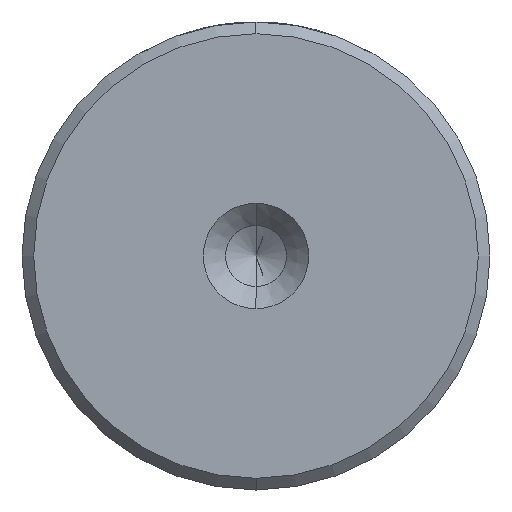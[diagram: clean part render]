
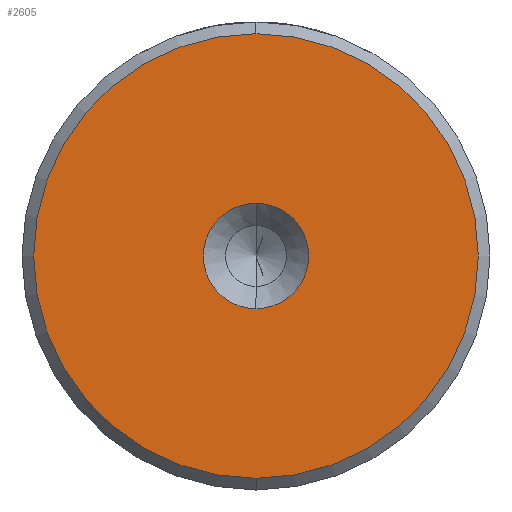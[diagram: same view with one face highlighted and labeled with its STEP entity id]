
A CAD part, left-side view. The second image highlights one B-rep face of the part: STEP entity #2605.
In plain terms, the highlighted planar face has unit normal (-1, 0, 0).
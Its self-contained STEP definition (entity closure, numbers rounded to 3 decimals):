
#62 = CARTESIAN_POINT ( 'NONE',  ( 0., 0., -2.25 ) ) ;
#156 = DIRECTION ( 'NONE',  ( 0., 0., 1. ) ) ;
#331 = CARTESIAN_POINT ( 'NONE',  ( 0., 0., 0. ) ) ;
#461 = EDGE_LOOP ( 'NONE', ( #2759, #2492 ) ) ;
#492 = VERTEX_POINT ( 'NONE', #62 ) ;
#520 = CARTESIAN_POINT ( 'NONE',  ( 0., 0., 2.25 ) ) ;
#585 = DIRECTION ( 'NONE',  ( 0., 0., 1. ) ) ;
#605 = CIRCLE ( 'NONE', #984, 9.5 ) ;
#628 = PLANE ( 'NONE',  #1874 ) ;
#666 = CARTESIAN_POINT ( 'NONE',  ( 0., 0., -9.5 ) ) ;
#669 = EDGE_CURVE ( 'NONE', #1374, #3006, #605, .T. ) ;
#763 = DIRECTION ( 'NONE',  ( -1., 0., 0. ) ) ;
#860 = ORIENTED_EDGE ( 'NONE', *, *, #2965, .F. ) ;
#883 = FACE_OUTER_BOUND ( 'NONE', #461, .T. ) ;
#902 = AXIS2_PLACEMENT_3D ( 'NONE', #331, #2095, #585 ) ;
#984 = AXIS2_PLACEMENT_3D ( 'NONE', #2276, #763, #2526 ) ;
#1212 = DIRECTION ( 'NONE',  ( -1., 0., 0. ) ) ;
#1334 = CARTESIAN_POINT ( 'NONE',  ( 0., 0., 9.5 ) ) ;
#1374 = VERTEX_POINT ( 'NONE', #666 ) ;
#1397 = EDGE_CURVE ( 'NONE', #2857, #492, #2313, .T. ) ;
#1426 = CARTESIAN_POINT ( 'NONE',  ( 0., 0., 0. ) ) ;
#1639 = DIRECTION ( 'NONE',  ( -1., 0., 0. ) ) ;
#1672 = DIRECTION ( 'NONE',  ( 0., 0., 1. ) ) ;
#1724 = ORIENTED_EDGE ( 'NONE', *, *, #1397, .F. ) ;
#1874 = AXIS2_PLACEMENT_3D ( 'NONE', #3163, #1639, #156 ) ;
#2095 = DIRECTION ( 'NONE',  ( -1., 0., 0. ) ) ;
#2149 = AXIS2_PLACEMENT_3D ( 'NONE', #1426, #3194, #1672 ) ;
#2236 = FACE_BOUND ( 'NONE', #3074, .T. ) ;
#2276 = CARTESIAN_POINT ( 'NONE',  ( 0., 0., 0. ) ) ;
#2293 = CIRCLE ( 'NONE', #2766, 9.5 ) ;
#2313 = CIRCLE ( 'NONE', #2149, 2.25 ) ;
#2367 = CIRCLE ( 'NONE', #902, 2.25 ) ;
#2492 = ORIENTED_EDGE ( 'NONE', *, *, #3065, .T. ) ;
#2526 = DIRECTION ( 'NONE',  ( 0., 0., 1. ) ) ;
#2605 = ADVANCED_FACE ( 'NONE', ( #883, #2236 ), #628, .T. ) ;
#2729 = CARTESIAN_POINT ( 'NONE',  ( 0., 0., 0. ) ) ;
#2759 = ORIENTED_EDGE ( 'NONE', *, *, #669, .T. ) ;
#2766 = AXIS2_PLACEMENT_3D ( 'NONE', #2729, #1212, #2983 ) ;
#2857 = VERTEX_POINT ( 'NONE', #520 ) ;
#2965 = EDGE_CURVE ( 'NONE', #492, #2857, #2367, .T. ) ;
#2983 = DIRECTION ( 'NONE',  ( 0., 0., 1. ) ) ;
#3006 = VERTEX_POINT ( 'NONE', #1334 ) ;
#3065 = EDGE_CURVE ( 'NONE', #3006, #1374, #2293, .T. ) ;
#3074 = EDGE_LOOP ( 'NONE', ( #1724, #860 ) ) ;
#3163 = CARTESIAN_POINT ( 'NONE',  ( 0., 0., 0. ) ) ;
#3194 = DIRECTION ( 'NONE',  ( -1., 0., 0. ) ) ;
